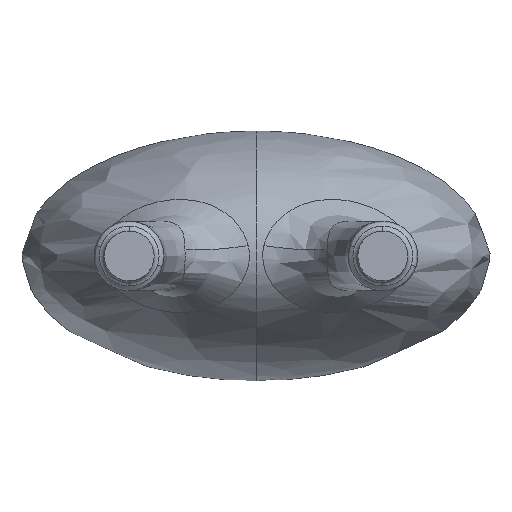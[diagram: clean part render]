
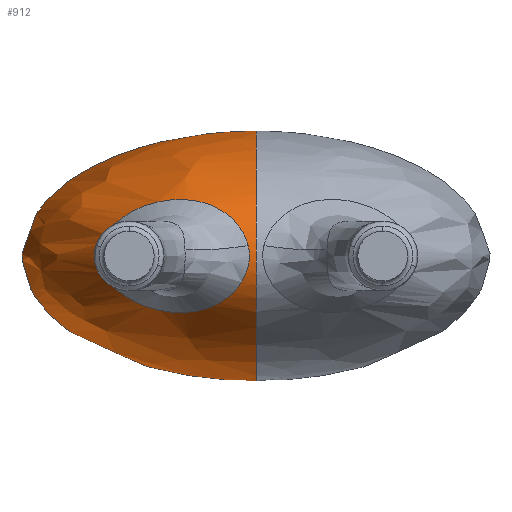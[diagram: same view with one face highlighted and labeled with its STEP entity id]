
A CAD part, front view. The second image highlights one B-rep face of the part: STEP entity #912.
In plain terms, the highlighted free-form (B-spline) face has degree [3, 3] with [4, 4] control points.
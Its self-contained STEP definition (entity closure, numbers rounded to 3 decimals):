
#23 = CARTESIAN_POINT ( 'NONE',  ( -9.4, 4.7, -1.25 ) ) ;
#37 =( BOUNDED_CURVE ( )  B_SPLINE_CURVE ( 3, ( #642, #1359, #70, #893 ),
 .UNSPECIFIED., .F., .F. ) 
 B_SPLINE_CURVE_WITH_KNOTS ( ( 4, 4 ),
 ( 1.571, 4.712 ),
 .UNSPECIFIED. ) 
 CURVE ( )  GEOMETRIC_REPRESENTATION_ITEM ( )  RATIONAL_B_SPLINE_CURVE ( ( 1., 0.333, 0.333, 1. ) ) 
 REPRESENTATION_ITEM ( '' )  );
#70 = CARTESIAN_POINT ( 'NONE',  ( 0., 4.7, 1.25 ) ) ;
#82 = CARTESIAN_POINT ( 'NONE',  ( -1.431, -1.774, 0.313 ) ) ;
#104 = VERTEX_POINT ( 'NONE', #517 ) ;
#119 = CARTESIAN_POINT ( 'NONE',  ( -1.263, -1.806, -0.437 ) ) ;
#135 = CARTESIAN_POINT ( 'NONE',  ( 0., 0., -1.25 ) ) ;
#137 = VERTEX_POINT ( 'NONE', #674 ) ;
#144 = CARTESIAN_POINT ( 'NONE',  ( 0., -4.7, 1.25 ) ) ;
#159 = ORIENTED_EDGE ( 'NONE', *, *, #272, .T. ) ;
#165 = ORIENTED_EDGE ( 'NONE', *, *, #1131, .T. ) ;
#195 = CARTESIAN_POINT ( 'NONE',  ( -1.043, -1.854, 0.54 ) ) ;
#238 = CARTESIAN_POINT ( 'NONE',  ( -1.473, -1.766, -0.268 ) ) ;
#254 = CARTESIAN_POINT ( 'NONE',  ( 0., -4.7, -1.25 ) ) ;
#263 = CARTESIAN_POINT ( 'NONE',  ( -9.4, 4.7, 1.25 ) ) ;
#265 = CARTESIAN_POINT ( 'NONE',  ( -1.555, -1.751, -0.105 ) ) ;
#272 = EDGE_CURVE ( 'NONE', #327, #104, #1022, .T. ) ;
#279 = FACE_BOUND ( 'NONE', #579, .T. ) ;
#317 = CARTESIAN_POINT ( 'NONE',  ( -0.531, -2.049, 0.556 ) ) ;
#327 = VERTEX_POINT ( 'NONE', #680 ) ;
#348 = CARTESIAN_POINT ( 'NONE',  ( -0.064, -2.351, 0.015 ) ) ;
#352 = CARTESIAN_POINT ( 'NONE',  ( -1.555, -1.751, -0.105 ) ) ;
#366 = CARTESIAN_POINT ( 'NONE',  ( 0., -4.7, 1.25 ) ) ;
#367 = ORIENTED_EDGE ( 'NONE', *, *, #1507, .F. ) ;
#376 =( BOUNDED_SURFACE ( )  B_SPLINE_SURFACE ( 3, 3, ( 
 ( #1199, #1079, #1313, #600 ),
 ( #1428, #717, #23, #845 ),
 ( #144, #963, #263, #1084 ),
 ( #379, #1207, #492, #1321 ) ),
 .UNSPECIFIED., .F., .F., .F. ) 
 B_SPLINE_SURFACE_WITH_KNOTS ( ( 4, 4 ),
 ( 4, 4 ),
 ( 0., 1. ),
 ( 0., 1. ),
 .UNSPECIFIED. ) 
 GEOMETRIC_REPRESENTATION_ITEM ( )  RATIONAL_B_SPLINE_SURFACE ( (
 ( 1., 0.333, 0.333, 1.),
 ( 0.333, 0.111, 0.111, 0.333),
 ( 0.333, 0.111, 0.111, 0.333),
 ( 1., 0.333, 0.333, 1.) ) ) 
 REPRESENTATION_ITEM ( '' )  SURFACE ( )  );
#379 = CARTESIAN_POINT ( 'NONE',  ( 0., 0., 1.25 ) ) ;
#418 = CARTESIAN_POINT ( 'NONE',  ( -1.569, -1.748, -0.061 ) ) ;
#423 = CARTESIAN_POINT ( 'NONE',  ( -0.252, -2.22, 0.395 ) ) ;
#459 = CARTESIAN_POINT ( 'NONE',  ( -0.081, -2.339, -0.122 ) ) ;
#492 = CARTESIAN_POINT ( 'NONE',  ( 0., 0., 1.25 ) ) ;
#517 = CARTESIAN_POINT ( 'NONE',  ( 0., 0., 1.25 ) ) ;
#545 = CARTESIAN_POINT ( 'NONE',  ( -0.1, -2.326, 0.192 ) ) ;
#574 = CARTESIAN_POINT ( 'NONE',  ( -0.177, -2.271, -0.315 ) ) ;
#579 = EDGE_LOOP ( 'NONE', ( #165, #853 ) ) ;
#600 = CARTESIAN_POINT ( 'NONE',  ( 0., 0., -1.25 ) ) ;
#642 = CARTESIAN_POINT ( 'NONE',  ( 0., 0., -1.25 ) ) ;
#652 = CARTESIAN_POINT ( 'NONE',  ( -1.566, -1.749, 0.077 ) ) ;
#674 = CARTESIAN_POINT ( 'NONE',  ( -0.079, -2.341, 0.104 ) ) ;
#680 = CARTESIAN_POINT ( 'NONE',  ( 0., 0., -1.25 ) ) ;
#691 = CARTESIAN_POINT ( 'NONE',  ( -0.508, -2.059, -0.548 ) ) ;
#717 = CARTESIAN_POINT ( 'NONE',  ( -9.4, -4.7, -1.25 ) ) ;
#775 = CARTESIAN_POINT ( 'NONE',  ( -1.494, -1.762, 0.245 ) ) ;
#805 = EDGE_CURVE ( 'NONE', #1275, #137, #1201, .T. ) ;
#813 = CARTESIAN_POINT ( 'NONE',  ( -0.068, -2.348, 0.06 ) ) ;
#818 = CARTESIAN_POINT ( 'NONE',  ( -1.02, -1.863, -0.547 ) ) ;
#845 = CARTESIAN_POINT ( 'NONE',  ( 0., 4.7, -1.25 ) ) ;
#853 = ORIENTED_EDGE ( 'NONE', *, *, #805, .T. ) ;
#865 = FACE_OUTER_BOUND ( 'NONE', #1344, .T. ) ;
#893 = CARTESIAN_POINT ( 'NONE',  ( 0., 0., 1.25 ) ) ;
#901 = CARTESIAN_POINT ( 'NONE',  ( -1.218, -1.815, 0.478 ) ) ;
#912 = ADVANCED_FACE ( 'NONE', ( #279, #865 ), #376, .T. ) ;
#942 = CARTESIAN_POINT ( 'NONE',  ( -1.341, -1.791, -0.389 ) ) ;
#963 = CARTESIAN_POINT ( 'NONE',  ( -9.4, -4.7, 1.25 ) ) ;
#1019 = CARTESIAN_POINT ( 'NONE',  ( -0.701, -1.969, 0.58 ) ) ;
#1022 =( BOUNDED_CURVE ( )  B_SPLINE_CURVE ( 3, ( #135, #254, #366, #1195 ),
 .UNSPECIFIED., .F., .T. ) 
 B_SPLINE_CURVE_WITH_KNOTS ( ( 4, 4 ),
 ( 1.571, 4.712 ),
 .UNSPECIFIED. ) 
 CURVE ( )  GEOMETRIC_REPRESENTATION_ITEM ( )  RATIONAL_B_SPLINE_CURVE ( ( 1., 0.333, 0.333, 1. ) ) 
 REPRESENTATION_ITEM ( '' )  );
#1060 = CARTESIAN_POINT ( 'NONE',  ( -1.529, -1.755, -0.193 ) ) ;
#1079 = CARTESIAN_POINT ( 'NONE',  ( 0., 0., -1.25 ) ) ;
#1084 = CARTESIAN_POINT ( 'NONE',  ( 0., 4.7, 1.25 ) ) ;
#1131 = EDGE_CURVE ( 'NONE', #137, #1275, #1499, .T. ) ;
#1139 = CARTESIAN_POINT ( 'NONE',  ( -0.317, -2.176, 0.444 ) ) ;
#1178 = CARTESIAN_POINT ( 'NONE',  ( -0.071, -2.346, -0.077 ) ) ;
#1195 = CARTESIAN_POINT ( 'NONE',  ( 0., 0., 1.25 ) ) ;
#1199 = CARTESIAN_POINT ( 'NONE',  ( 0., 0., -1.25 ) ) ;
#1201 = B_SPLINE_CURVE_WITH_KNOTS ( 'NONE', 3,
 ( #1249, #418, #1370, #652, #1479, #775, #82, #901, #195, #1019, #317, #1139, #423, #1255, #545, #1373 ),
 .UNSPECIFIED., .F., .F.,
 ( 4, 2, 2, 2, 2, 2, 2, 4 ),
 ( 0.004, 0.004, 0.005, 0.005, 0.005, 0.006, 0.006, 0.006 ),
 .UNSPECIFIED. ) ;
#1207 = CARTESIAN_POINT ( 'NONE',  ( 0., 0., 1.25 ) ) ;
#1249 = CARTESIAN_POINT ( 'NONE',  ( -1.555, -1.751, -0.105 ) ) ;
#1255 = CARTESIAN_POINT ( 'NONE',  ( -0.144, -2.294, 0.269 ) ) ;
#1275 = VERTEX_POINT ( 'NONE', #265 ) ;
#1289 = CARTESIAN_POINT ( 'NONE',  ( -0.127, -2.306, -0.245 ) ) ;
#1313 = CARTESIAN_POINT ( 'NONE',  ( 0., 0., -1.25 ) ) ;
#1321 = CARTESIAN_POINT ( 'NONE',  ( 0., 0., 1.25 ) ) ;
#1344 = EDGE_LOOP ( 'NONE', ( #367, #159 ) ) ;
#1359 = CARTESIAN_POINT ( 'NONE',  ( 0., 4.7, -1.25 ) ) ;
#1370 = CARTESIAN_POINT ( 'NONE',  ( -1.574, -1.747, -0.014 ) ) ;
#1373 = CARTESIAN_POINT ( 'NONE',  ( -0.079, -2.341, 0.104 ) ) ;
#1401 = CARTESIAN_POINT ( 'NONE',  ( -0.355, -2.151, -0.487 ) ) ;
#1428 = CARTESIAN_POINT ( 'NONE',  ( 0., -4.7, -1.25 ) ) ;
#1479 = CARTESIAN_POINT ( 'NONE',  ( -1.553, -1.751, 0.121 ) ) ;
#1499 = B_SPLINE_CURVE_WITH_KNOTS ( 'NONE', 3,
 ( #1510, #813, #348, #1178, #459, #1289, #574, #1401, #691, #1515, #818, #119, #942, #238, #1060, #352 ),
 .UNSPECIFIED., .F., .F.,
 ( 4, 2, 2, 2, 2, 2, 2, 4 ),
 ( 0.002, 0.002, 0.002, 0.003, 0.003, 0.004, 0.004, 0.004 ),
 .UNSPECIFIED. ) ;
#1507 = EDGE_CURVE ( 'NONE', #327, #104, #37, .T. ) ;
#1510 = CARTESIAN_POINT ( 'NONE',  ( -0.079, -2.341, 0.104 ) ) ;
#1515 = CARTESIAN_POINT ( 'NONE',  ( -0.842, -1.915, -0.578 ) ) ;
